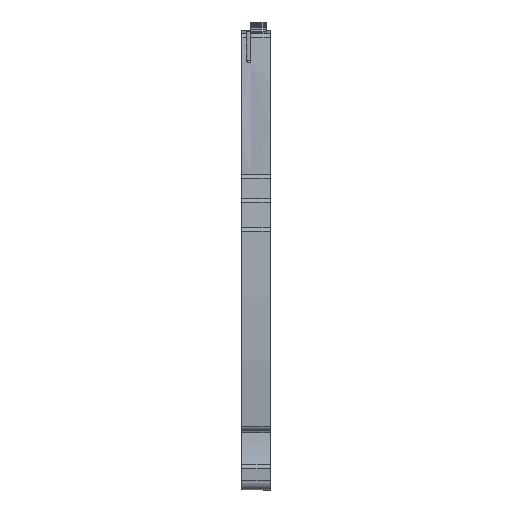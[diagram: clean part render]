
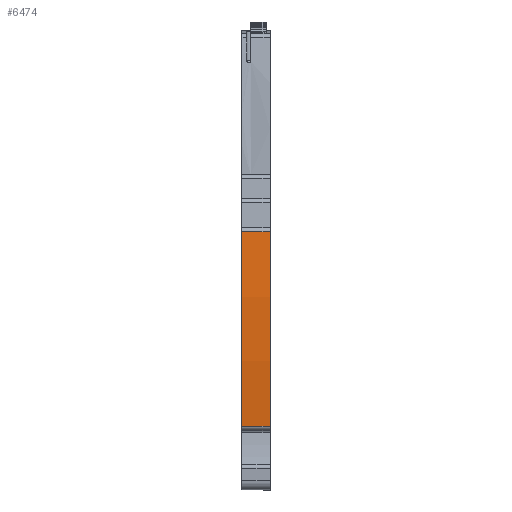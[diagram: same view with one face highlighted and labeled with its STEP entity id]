
A CAD part, front view. The second image highlights one B-rep face of the part: STEP entity #6474.
In plain terms, the highlighted cylindrical face has radius 202 mm (diameter 404 mm), a partial arc.
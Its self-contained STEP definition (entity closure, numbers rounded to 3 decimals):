
#683=AXIS2_PLACEMENT_3D('Circle Axis2P3D',#681,#682,$) ;
#6454=AXIS2_PLACEMENT_3D('Cylinder Axis2P3D',#6451,#6452,#6453) ;
#6465=AXIS2_PLACEMENT_3D('Circle Axis2P3D',#6463,#6464,$) ;
#678=CARTESIAN_POINT('Vertex',(5.95,0.609,53.828)) ;
#681=CARTESIAN_POINT('Axis2P3D Location',(5.95,202.,38.15)) ;
#685=CARTESIAN_POINT('Vertex',(5.95,1.531,13.327)) ;
#6435=CARTESIAN_POINT('Vertex',(0.,0.609,53.828)) ;
#6438=CARTESIAN_POINT('Line Origine',(1.94,0.609,53.828)) ;
#6451=CARTESIAN_POINT('Axis2P3D Location',(2.55,202.,38.15)) ;
#6456=CARTESIAN_POINT('Line Origine',(2.55,1.531,13.327)) ;
#6460=CARTESIAN_POINT('Vertex',(0.,1.531,13.327)) ;
#6463=CARTESIAN_POINT('Axis2P3D Location',(0.,202.,38.15)) ;
#682=DIRECTION('Axis2P3D Direction',(1.,0.,0.)) ;
#6439=DIRECTION('Vector Direction',(1.,0.,0.)) ;
#6452=DIRECTION('Axis2P3D Direction',(1.,0.,0.)) ;
#6453=DIRECTION('Axis2P3D XDirection',(0.,-0.997,0.082)) ;
#6457=DIRECTION('Vector Direction',(1.,0.,0.)) ;
#6464=DIRECTION('Axis2P3D Direction',(1.,0.,0.)) ;
#6440=VECTOR('Line Direction',#6439,1.) ;
#6458=VECTOR('Line Direction',#6457,1.) ;
#6469=ORIENTED_EDGE('',*,*,#6462,.F.) ;
#6470=ORIENTED_EDGE('',*,*,#687,.F.) ;
#6471=ORIENTED_EDGE('',*,*,#6442,.T.) ;
#6472=ORIENTED_EDGE('',*,*,#6467,.T.) ;
#6474=ADVANCED_FACE('KLEMME',(#6473),#6455,.T.) ;
#684=CIRCLE('generated circle',#683,202.) ;
#6466=CIRCLE('generated circle',#6465,202.) ;
#6455=CYLINDRICAL_SURFACE('generated cylinder',#6454,202.) ;
#687=EDGE_CURVE('',#679,#686,#684,.T.) ;
#6442=EDGE_CURVE('',#679,#6436,#6441,.F.) ;
#6462=EDGE_CURVE('',#686,#6461,#6459,.F.) ;
#6467=EDGE_CURVE('',#6436,#6461,#6466,.T.) ;
#6468=EDGE_LOOP('',(#6469,#6470,#6471,#6472)) ;
#6473=FACE_OUTER_BOUND('',#6468,.T.) ;
#6441=LINE('Line',#6438,#6440) ;
#6459=LINE('Line',#6456,#6458) ;
#679=VERTEX_POINT('',#678) ;
#686=VERTEX_POINT('',#685) ;
#6436=VERTEX_POINT('',#6435) ;
#6461=VERTEX_POINT('',#6460) ;
